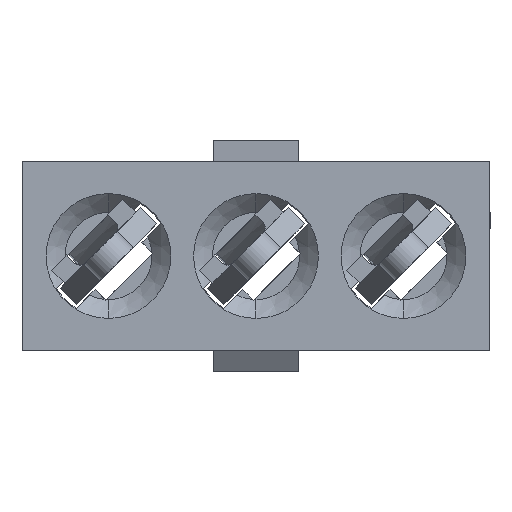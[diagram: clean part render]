
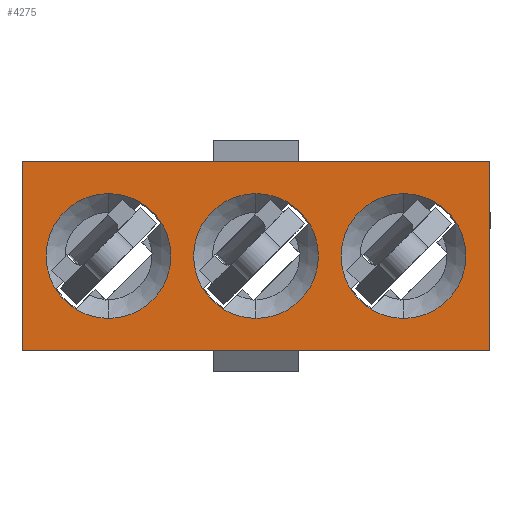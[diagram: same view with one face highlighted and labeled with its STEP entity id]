
A CAD part, front view. The second image highlights one B-rep face of the part: STEP entity #4275.
In plain terms, the highlighted planar face has unit normal (0, -1, 0).
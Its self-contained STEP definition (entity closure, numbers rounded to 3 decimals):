
#25 = CARTESIAN_POINT ( 'NONE',  ( -2.324, -11.176, -2.54 ) ) ;
#69 = EDGE_CURVE ( 'NONE', #3998, #1658, #622, .T. ) ;
#81 = DIRECTION ( 'NONE',  ( 0., 1., 0. ) ) ;
#134 = AXIS2_PLACEMENT_3D ( 'NONE', #432, #3302, #3717 ) ;
#274 = EDGE_CURVE ( 'NONE', #1085, #3407, #2017, .T. ) ;
#306 = VERTEX_POINT ( 'NONE', #4547 ) ;
#352 = DIRECTION ( 'NONE',  ( 0., 0., 1. ) ) ;
#432 = CARTESIAN_POINT ( 'NONE',  ( 7.925, -11.176, 0. ) ) ;
#464 = FACE_BOUND ( 'NONE', #3261, .T. ) ;
#533 = AXIS2_PLACEMENT_3D ( 'NONE', #2819, #5589, #977 ) ;
#622 = LINE ( 'NONE', #1951, #694 ) ;
#658 = CARTESIAN_POINT ( 'NONE',  ( -2.324, -11.176, 2.54 ) ) ;
#694 = VECTOR ( 'NONE', #969, 1000. ) ;
#743 = DIRECTION ( 'NONE',  ( 0., 0., 1. ) ) ;
#753 = ORIENTED_EDGE ( 'NONE', *, *, #2557, .F. ) ;
#785 = DIRECTION ( 'NONE',  ( 1., 0., 0. ) ) ;
#854 = ORIENTED_EDGE ( 'NONE', *, *, #69, .F. ) ;
#969 = DIRECTION ( 'NONE',  ( -1., 0., 0. ) ) ;
#977 = DIRECTION ( 'NONE',  ( 0., 0., 1. ) ) ;
#1024 = CIRCLE ( 'NONE', #2550, 1.676 ) ;
#1085 = VERTEX_POINT ( 'NONE', #5131 ) ;
#1184 = CARTESIAN_POINT ( 'NONE',  ( 0., -11.176, 0. ) ) ;
#1293 = EDGE_LOOP ( 'NONE', ( #3575, #3693 ) ) ;
#1362 = CIRCLE ( 'NONE', #1981, 1.676 ) ;
#1378 = VECTOR ( 'NONE', #785, 1000. ) ;
#1463 = CARTESIAN_POINT ( 'NONE',  ( 3.962, -11.176, 1.676 ) ) ;
#1484 = VERTEX_POINT ( 'NONE', #5813 ) ;
#1493 = VERTEX_POINT ( 'NONE', #658 ) ;
#1599 = CIRCLE ( 'NONE', #2501, 1.676 ) ;
#1658 = VERTEX_POINT ( 'NONE', #25 ) ;
#1662 = LINE ( 'NONE', #3001, #5567 ) ;
#1715 = VERTEX_POINT ( 'NONE', #2337 ) ;
#1903 = EDGE_CURVE ( 'NONE', #4079, #4289, #1599, .T. ) ;
#1926 = EDGE_CURVE ( 'NONE', #1658, #1493, #5282, .T. ) ;
#1951 = CARTESIAN_POINT ( 'NONE',  ( -2.324, -11.176, -2.54 ) ) ;
#1971 = DIRECTION ( 'NONE',  ( 0., 1., 0. ) ) ;
#1981 = AXIS2_PLACEMENT_3D ( 'NONE', #1184, #3554, #4479 ) ;
#1990 = EDGE_CURVE ( 'NONE', #1715, #306, #1024, .T. ) ;
#2017 = CIRCLE ( 'NONE', #3054, 1.676 ) ;
#2067 = ORIENTED_EDGE ( 'NONE', *, *, #274, .T. ) ;
#2152 = ORIENTED_EDGE ( 'NONE', *, *, #1903, .T. ) ;
#2301 = FACE_BOUND ( 'NONE', #1293, .T. ) ;
#2337 = CARTESIAN_POINT ( 'NONE',  ( 7.925, -11.176, 1.676 ) ) ;
#2400 = EDGE_LOOP ( 'NONE', ( #3618, #2067 ) ) ;
#2424 = CARTESIAN_POINT ( 'NONE',  ( 0., -11.176, 0. ) ) ;
#2443 = EDGE_LOOP ( 'NONE', ( #4447, #854, #3799, #753 ) ) ;
#2500 = ORIENTED_EDGE ( 'NONE', *, *, #2760, .T. ) ;
#2501 = AXIS2_PLACEMENT_3D ( 'NONE', #3852, #1971, #5363 ) ;
#2539 = CARTESIAN_POINT ( 'NONE',  ( -2.324, -11.176, -2.54 ) ) ;
#2550 = AXIS2_PLACEMENT_3D ( 'NONE', #3099, #4422, #743 ) ;
#2557 = EDGE_CURVE ( 'NONE', #1493, #1484, #3725, .T. ) ;
#2693 = CIRCLE ( 'NONE', #533, 1.676 ) ;
#2760 = EDGE_CURVE ( 'NONE', #4289, #4079, #2693, .T. ) ;
#2819 = CARTESIAN_POINT ( 'NONE',  ( 3.962, -11.176, 0. ) ) ;
#2897 = PLANE ( 'NONE',  #5425 ) ;
#3001 = CARTESIAN_POINT ( 'NONE',  ( 10.249, -11.176, -2.54 ) ) ;
#3032 = DIRECTION ( 'NONE',  ( 0., 0., -1. ) ) ;
#3054 = AXIS2_PLACEMENT_3D ( 'NONE', #5985, #4067, #352 ) ;
#3099 = CARTESIAN_POINT ( 'NONE',  ( 7.925, -11.176, 0. ) ) ;
#3261 = EDGE_LOOP ( 'NONE', ( #2500, #2152 ) ) ;
#3271 = FACE_OUTER_BOUND ( 'NONE', #2443, .T. ) ;
#3302 = DIRECTION ( 'NONE',  ( 0., 1., 0. ) ) ;
#3373 = CARTESIAN_POINT ( 'NONE',  ( 0., -11.176, 1.676 ) ) ;
#3407 = VERTEX_POINT ( 'NONE', #3373 ) ;
#3476 = EDGE_CURVE ( 'NONE', #3407, #1085, #1362, .T. ) ;
#3554 = DIRECTION ( 'NONE',  ( 0., 1., 0. ) ) ;
#3575 = ORIENTED_EDGE ( 'NONE', *, *, #1990, .T. ) ;
#3618 = ORIENTED_EDGE ( 'NONE', *, *, #3476, .T. ) ;
#3620 = FACE_BOUND ( 'NONE', #2400, .T. ) ;
#3631 = CIRCLE ( 'NONE', #134, 1.676 ) ;
#3679 = EDGE_CURVE ( 'NONE', #306, #1715, #3631, .T. ) ;
#3693 = ORIENTED_EDGE ( 'NONE', *, *, #3679, .T. ) ;
#3717 = DIRECTION ( 'NONE',  ( 0., 0., 1. ) ) ;
#3725 = LINE ( 'NONE', #4521, #1378 ) ;
#3799 = ORIENTED_EDGE ( 'NONE', *, *, #4946, .F. ) ;
#3852 = CARTESIAN_POINT ( 'NONE',  ( 3.962, -11.176, 0. ) ) ;
#3882 = VECTOR ( 'NONE', #4925, 1000. ) ;
#3998 = VERTEX_POINT ( 'NONE', #5014 ) ;
#4067 = DIRECTION ( 'NONE',  ( 0., 1., 0. ) ) ;
#4079 = VERTEX_POINT ( 'NONE', #4206 ) ;
#4206 = CARTESIAN_POINT ( 'NONE',  ( 3.962, -11.176, -1.676 ) ) ;
#4275 = ADVANCED_FACE ( 'NONE', ( #2301, #464, #3620, #3271 ), #2897, .F. ) ;
#4289 = VERTEX_POINT ( 'NONE', #1463 ) ;
#4314 = DIRECTION ( 'NONE',  ( 0., 0., 1. ) ) ;
#4422 = DIRECTION ( 'NONE',  ( 0., 1., 0. ) ) ;
#4447 = ORIENTED_EDGE ( 'NONE', *, *, #1926, .F. ) ;
#4479 = DIRECTION ( 'NONE',  ( 0., 0., 1. ) ) ;
#4521 = CARTESIAN_POINT ( 'NONE',  ( -2.324, -11.176, 2.54 ) ) ;
#4547 = CARTESIAN_POINT ( 'NONE',  ( 7.925, -11.176, -1.676 ) ) ;
#4925 = DIRECTION ( 'NONE',  ( 0., 0., 1. ) ) ;
#4946 = EDGE_CURVE ( 'NONE', #1484, #3998, #1662, .T. ) ;
#5014 = CARTESIAN_POINT ( 'NONE',  ( 10.249, -11.176, -2.54 ) ) ;
#5131 = CARTESIAN_POINT ( 'NONE',  ( 0., -11.176, -1.676 ) ) ;
#5282 = LINE ( 'NONE', #2539, #3882 ) ;
#5363 = DIRECTION ( 'NONE',  ( 0., 0., 1. ) ) ;
#5425 = AXIS2_PLACEMENT_3D ( 'NONE', #2424, #81, #4314 ) ;
#5567 = VECTOR ( 'NONE', #3032, 1000. ) ;
#5589 = DIRECTION ( 'NONE',  ( 0., 1., 0. ) ) ;
#5813 = CARTESIAN_POINT ( 'NONE',  ( 10.249, -11.176, 2.54 ) ) ;
#5985 = CARTESIAN_POINT ( 'NONE',  ( 0., -11.176, 0. ) ) ;
